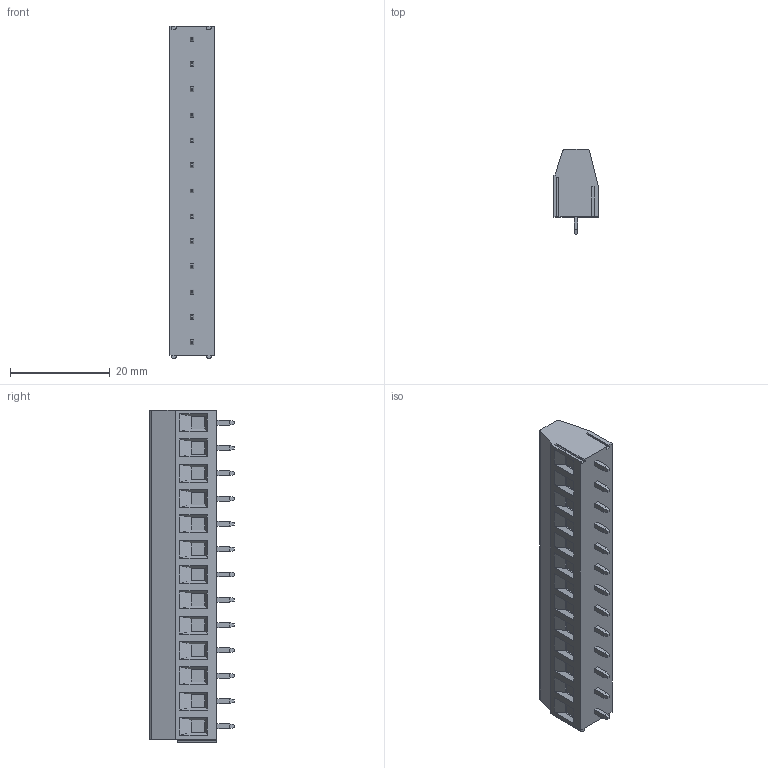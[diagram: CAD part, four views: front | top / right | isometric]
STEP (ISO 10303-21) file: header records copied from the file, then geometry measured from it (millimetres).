
FILE_DESCRIPTION((''),'2;1');
FILE_NAME('PRT0053','2025-01-13T',('yanfa'),(''),'PRO/ENGINEER BY PARAMETRIC TECHNOLOGY CORPORATION, 2009280','PRO/ENGINEER BY PARAMETRIC TECHNOLOGY CORPORATION, 2009280','');
FILE_SCHEMA(('AUTOMOTIVE_DESIGN_CC2 { 1 2 10303 214 -1 1 5 2 }'));
Length unit declared in the file: millimetre
Products named in the file (1): PRT0053
Bounding box: 9 x 17 x 66.64 mm (x, y, z)
Volume: 6832.6 mm3; surface area: 3701.6 mm2
Topology: 1 solids, 1 shells, 516 faces, 1243 edges, 768 vertices
Faces by surface type: plane 350, cylinder 88, cone 52, torus 26
Entity records: 14907 total; most frequent: CARTESIAN_POINT 2787, DIRECTION 2503, ORIENTED_EDGE 2486, EDGE_CURVE 1243, VECTOR 911, LINE 911, AXIS2_PLACEMENT_3D 796, VERTEX_POINT 768
